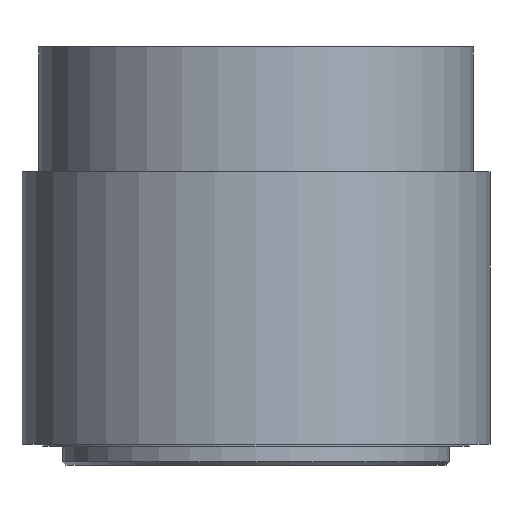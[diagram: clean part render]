
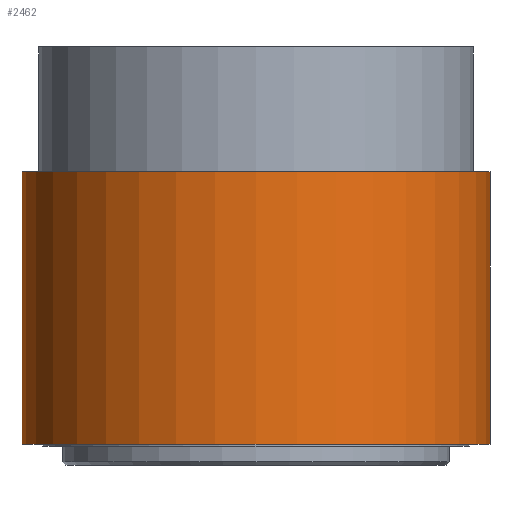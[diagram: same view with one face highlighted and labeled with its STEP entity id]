
A CAD part, front view. The second image highlights one B-rep face of the part: STEP entity #2462.
In plain terms, the highlighted cylindrical face has radius 37.5 mm (diameter 75 mm), a partial arc.
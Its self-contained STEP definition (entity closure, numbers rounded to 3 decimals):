
#145 = CARTESIAN_POINT ( 'NONE',  ( 37.5, -43., -23.5 ) ) ;
#146 = LINE ( 'NONE', #145, #174 ) ;
#168 = DIRECTION ( 'NONE',  ( 0., 0., 1. ) ) ;
#174 = VECTOR ( 'NONE', #168, 1000. ) ;
#202 = CARTESIAN_POINT ( 'NONE',  ( -37.5, -43., -61.7 ) ) ;
#203 = CARTESIAN_POINT ( 'NONE',  ( 37.5, -43., -18. ) ) ;
#225 = CARTESIAN_POINT ( 'NONE',  ( -37.5, -43., -18. ) ) ;
#276 = CARTESIAN_POINT ( 'NONE',  ( 37.5, -43., -61.7 ) ) ;
#304 = DIRECTION ( 'NONE',  ( 0., 0., 1. ) ) ;
#305 = VECTOR ( 'NONE', #304, 1000. ) ;
#306 = CARTESIAN_POINT ( 'NONE',  ( -37.5, -43., -23.5 ) ) ;
#308 = LINE ( 'NONE', #306, #305 ) ;
#1117 = EDGE_CURVE ( 'NONE', #1164, #1134, #146, .T. ) ;
#1133 = VERTEX_POINT ( 'NONE', #202 ) ;
#1134 = VERTEX_POINT ( 'NONE', #203 ) ;
#1139 = VERTEX_POINT ( 'NONE', #225 ) ;
#1164 = VERTEX_POINT ( 'NONE', #276 ) ;
#1177 = EDGE_CURVE ( 'NONE', #1133, #1139, #308, .T. ) ;
#2443 = EDGE_LOOP ( 'NONE', ( #2444, #2461, #2446, #2455 ) ) ;
#2444 = ORIENTED_EDGE ( 'NONE', *, *, #1177, .F. ) ;
#2445 = EDGE_CURVE ( 'NONE', #1164, #1133, #4169, .T. ) ;
#2446 = ORIENTED_EDGE ( 'NONE', *, *, #1117, .T. ) ;
#2455 = ORIENTED_EDGE ( 'NONE', *, *, #2456, .F. ) ;
#2456 = EDGE_CURVE ( 'NONE', #1139, #1134, #4143, .T. ) ;
#2461 = ORIENTED_EDGE ( 'NONE', *, *, #2445, .F. ) ;
#2462 = ADVANCED_FACE ( 'NONE', ( #4204 ), #4202, .T. ) ;
#4143 = CIRCLE ( 'NONE', #4156, 37.5 ) ;
#4151 = DIRECTION ( 'NONE',  ( 1., 0., 0. ) ) ;
#4152 = DIRECTION ( 'NONE',  ( 0., 0., 1. ) ) ;
#4153 = CARTESIAN_POINT ( 'NONE',  ( 0., -43., -18. ) ) ;
#4156 = AXIS2_PLACEMENT_3D ( 'NONE', #4153, #4152, #4151 ) ;
#4169 = CIRCLE ( 'NONE', #4171, 37.5 ) ;
#4171 = AXIS2_PLACEMENT_3D ( 'NONE', #4182, #4181, #4180 ) ;
#4180 = DIRECTION ( 'NONE',  ( -1., 0., 0. ) ) ;
#4181 = DIRECTION ( 'NONE',  ( 0., 0., -1. ) ) ;
#4182 = CARTESIAN_POINT ( 'NONE',  ( 0., -43., -61.7 ) ) ;
#4190 = CARTESIAN_POINT ( 'NONE',  ( 0., -43., -23.5 ) ) ;
#4192 = AXIS2_PLACEMENT_3D ( 'NONE', #4190, #4194, #4205 ) ;
#4194 = DIRECTION ( 'NONE',  ( 0., 0., 1. ) ) ;
#4202 = CYLINDRICAL_SURFACE ( 'NONE', #4192, 37.5 ) ;
#4204 = FACE_OUTER_BOUND ( 'NONE', #2443, .T. ) ;
#4205 = DIRECTION ( 'NONE',  ( 1., 0., 0. ) ) ;
